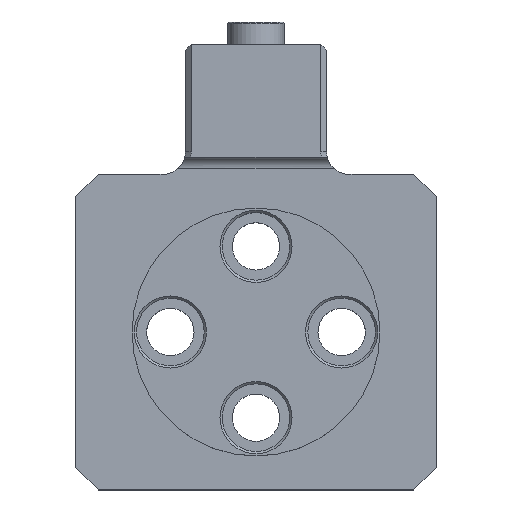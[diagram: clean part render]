
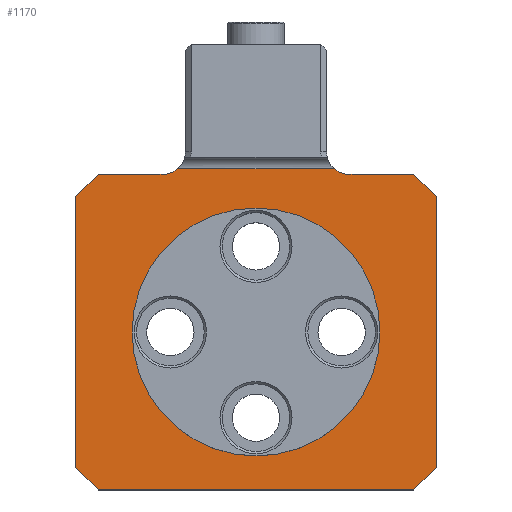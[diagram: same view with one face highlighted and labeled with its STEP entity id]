
A CAD part, top view. The second image highlights one B-rep face of the part: STEP entity #1170.
In plain terms, the highlighted planar face has unit normal (0, 0, 1).
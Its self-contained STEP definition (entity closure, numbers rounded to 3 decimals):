
#55=FACE_BOUND('',#327,.T.);
#116=CIRCLE('',#1329,2.);
#117=CIRCLE('',#1332,2.);
#119=CIRCLE('',#1343,11.);
#174=PLANE('',#1346);
#237=FACE_OUTER_BOUND('',#326,.T.);
#326=EDGE_LOOP('',(#1047,#1048,#1049,#1050,#1051,#1052,#1053,#1054,#1055,
#1056,#1057,#1058));
#327=EDGE_LOOP('',(#1059));
#339=LINE('',#1784,#423);
#388=LINE('',#2021,#472);
#392=LINE('',#2035,#476);
#403=LINE('',#2056,#487);
#405=LINE('',#2059,#489);
#406=LINE('',#2063,#490);
#410=LINE('',#2069,#494);
#411=LINE('',#2072,#495);
#414=LINE('',#2079,#498);
#415=LINE('',#2081,#499);
#423=VECTOR('',#1375,10.);
#472=VECTOR('',#1636,10.);
#476=VECTOR('',#1650,10.);
#487=VECTOR('',#1665,10.);
#489=VECTOR('',#1669,10.);
#490=VECTOR('',#1672,10.);
#494=VECTOR('',#1678,10.);
#495=VECTOR('',#1681,10.);
#498=VECTOR('',#1690,10.);
#499=VECTOR('',#1693,10.);
#508=VERTEX_POINT('',#1747);
#511=VERTEX_POINT('',#1767);
#585=VERTEX_POINT('',#2013);
#587=VERTEX_POINT('',#2019);
#588=VERTEX_POINT('',#2023);
#591=VERTEX_POINT('',#2033);
#592=VERTEX_POINT('',#2034);
#600=VERTEX_POINT('',#2055);
#601=VERTEX_POINT('',#2061);
#602=VERTEX_POINT('',#2062);
#603=VERTEX_POINT('',#2067);
#604=VERTEX_POINT('',#2071);
#605=VERTEX_POINT('',#2075);
#617=EDGE_CURVE('',#511,#508,#339,.T.);
#724=EDGE_CURVE('',#511,#585,#116,.F.);
#727=EDGE_CURVE('',#585,#587,#388,.T.);
#728=EDGE_CURVE('',#508,#588,#117,.T.);
#733=EDGE_CURVE('',#591,#592,#392,.T.);
#744=EDGE_CURVE('',#600,#592,#403,.T.);
#746=EDGE_CURVE('',#600,#587,#405,.T.);
#747=EDGE_CURVE('',#601,#602,#406,.T.);
#751=EDGE_CURVE('',#601,#603,#410,.T.);
#752=EDGE_CURVE('',#604,#603,#411,.T.);
#755=EDGE_CURVE('',#605,#605,#119,.T.);
#756=EDGE_CURVE('',#604,#588,#414,.T.);
#757=EDGE_CURVE('',#591,#602,#415,.T.);
#1047=ORIENTED_EDGE('',*,*,#617,.F.);
#1048=ORIENTED_EDGE('',*,*,#724,.T.);
#1049=ORIENTED_EDGE('',*,*,#727,.T.);
#1050=ORIENTED_EDGE('',*,*,#746,.F.);
#1051=ORIENTED_EDGE('',*,*,#744,.T.);
#1052=ORIENTED_EDGE('',*,*,#733,.F.);
#1053=ORIENTED_EDGE('',*,*,#757,.T.);
#1054=ORIENTED_EDGE('',*,*,#747,.F.);
#1055=ORIENTED_EDGE('',*,*,#751,.T.);
#1056=ORIENTED_EDGE('',*,*,#752,.F.);
#1057=ORIENTED_EDGE('',*,*,#756,.T.);
#1058=ORIENTED_EDGE('',*,*,#728,.F.);
#1059=ORIENTED_EDGE('',*,*,#755,.T.);
#1170=ADVANCED_FACE('',(#237,#55),#174,.T.);
#1329=AXIS2_PLACEMENT_3D('',#2015,#1630,#1631);
#1332=AXIS2_PLACEMENT_3D('',#2024,#1639,#1640);
#1343=AXIS2_PLACEMENT_3D('',#2077,#1686,#1687);
#1346=AXIS2_PLACEMENT_3D('',#2082,#1694,#1695);
#1375=DIRECTION('',(1.,0.,0.));
#1630=DIRECTION('center_axis',(0.,0.,1.));
#1631=DIRECTION('ref_axis',(0.707,-0.707,0.));
#1636=DIRECTION('',(-1.,0.,0.));
#1639=DIRECTION('center_axis',(0.,0.,1.));
#1640=DIRECTION('ref_axis',(-0.707,-0.707,0.));
#1650=DIRECTION('',(-0.707,0.707,0.));
#1665=DIRECTION('',(0.,-1.,0.));
#1669=DIRECTION('',(0.707,0.707,0.));
#1672=DIRECTION('',(-0.707,-0.707,0.));
#1678=DIRECTION('',(0.,1.,0.));
#1681=DIRECTION('',(0.707,-0.707,0.));
#1686=DIRECTION('center_axis',(0.,0.,-1.));
#1687=DIRECTION('ref_axis',(-1.,0.,0.));
#1690=DIRECTION('',(-1.,0.,0.));
#1693=DIRECTION('',(1.,0.,0.));
#1694=DIRECTION('center_axis',(0.,0.,1.));
#1695=DIRECTION('ref_axis',(1.,0.,0.));
#1747=CARTESIAN_POINT('',(6.927,14.5,10.));
#1767=CARTESIAN_POINT('',(-6.927,14.5,10.));
#1784=CARTESIAN_POINT('',(-3.125,14.5,10.));
#2013=CARTESIAN_POINT('',(-8.25,14.,10.));
#2015=CARTESIAN_POINT('Origin',(-8.25,16.,10.));
#2019=CARTESIAN_POINT('',(-14.,14.,10.));
#2021=CARTESIAN_POINT('',(-6.25,14.,10.));
#2023=CARTESIAN_POINT('',(8.25,14.,10.));
#2024=CARTESIAN_POINT('Origin',(8.25,16.,10.));
#2033=CARTESIAN_POINT('',(-14.,-14.,10.));
#2034=CARTESIAN_POINT('',(-16.,-12.,10.));
#2035=CARTESIAN_POINT('',(-15.545,-12.455,10.));
#2055=CARTESIAN_POINT('',(-16.,12.,10.));
#2056=CARTESIAN_POINT('',(-16.,14.,10.));
#2059=CARTESIAN_POINT('',(-13.455,14.545,10.));
#2061=CARTESIAN_POINT('',(16.,-12.,10.));
#2062=CARTESIAN_POINT('',(14.,-14.,10.));
#2063=CARTESIAN_POINT('',(15.545,-12.455,10.));
#2067=CARTESIAN_POINT('',(16.,12.,10.));
#2069=CARTESIAN_POINT('',(16.,-14.,10.));
#2071=CARTESIAN_POINT('',(14.,14.,10.));
#2072=CARTESIAN_POINT('',(13.455,14.545,10.));
#2075=CARTESIAN_POINT('',(11.,0.,10.));
#2077=CARTESIAN_POINT('Origin',(0.,0.,10.));
#2079=CARTESIAN_POINT('',(16.,14.,10.));
#2081=CARTESIAN_POINT('',(-16.,-14.,10.));
#2082=CARTESIAN_POINT('Origin',(0.,4.182,10.));
